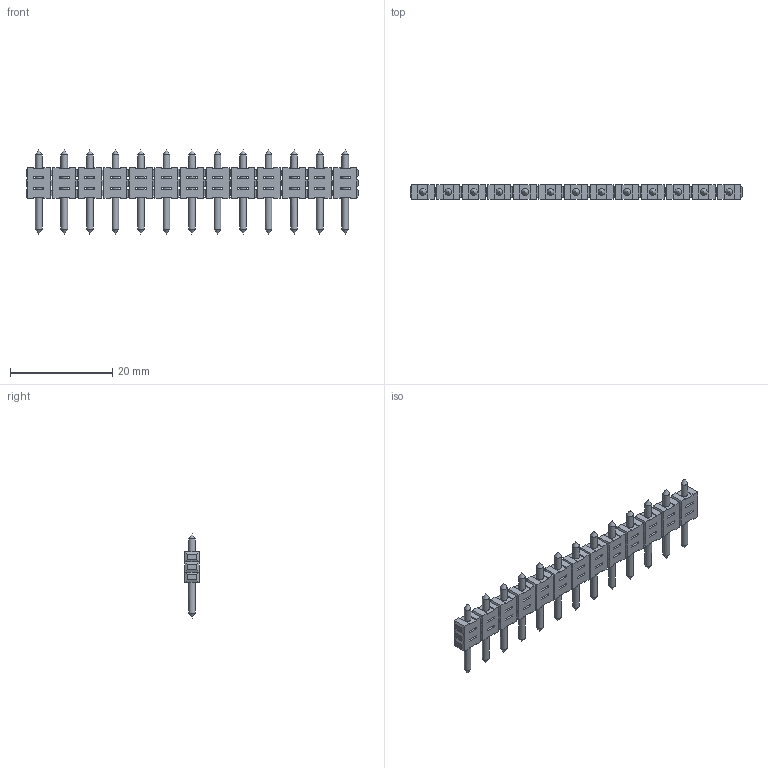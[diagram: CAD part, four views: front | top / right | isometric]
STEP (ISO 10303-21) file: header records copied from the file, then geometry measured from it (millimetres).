
FILE_DESCRIPTION(('STEP AP214'),'1');
FILE_NAME('PVST13-5.stp','2018-11-21T10:26:27',(' '),(' '),'Spatial InterOp 3D',' ',' ');
FILE_SCHEMA(('AUTOMOTIVE_DESIGN { 1 0 10303 214 1 1 1 1 }'));
Length unit declared in the file: metre
Products named in the file (1): 1
Bounding box: 65 x 2.8 x 16.5 mm (x, y, z)
Volume: 1143.2 mm3; surface area: 2162.7 mm2
Topology: 1 solids, 1 shells, 656 faces, 1689 edges, 987 vertices
Faces by surface type: plane 578, cylinder 52, cone 26
Full cylindrical faces by diameter (mm): 1.3 x52
Entity records: 23525 total; most frequent: CARTESIAN_POINT 3099, ORIENTED_EDGE 3040, DIRECTION 2938, EDGE_CURVE 1520, LINE 1416, VECTOR 1416, VERTEX_POINT 922, EDGE_LOOP 838
